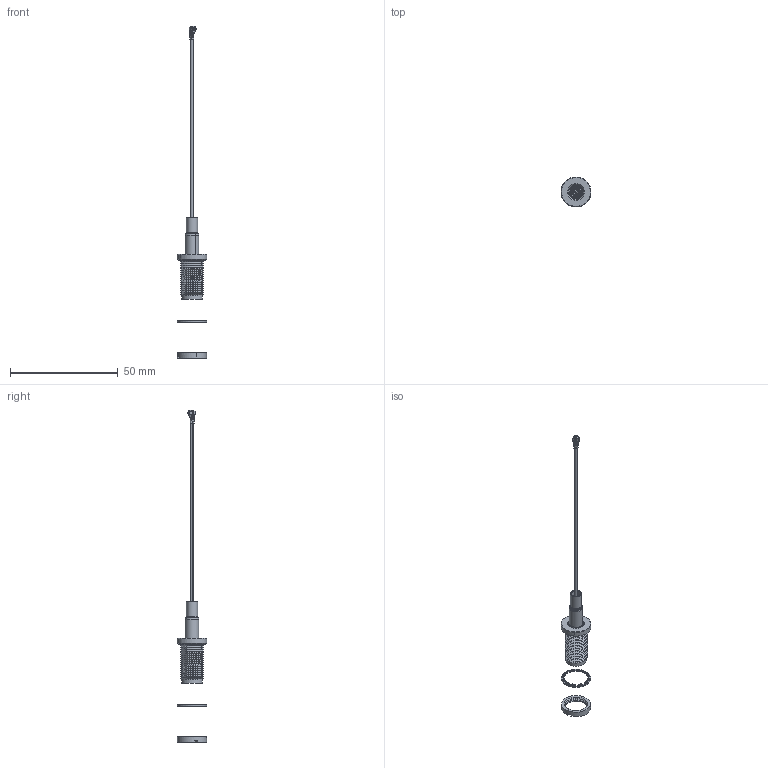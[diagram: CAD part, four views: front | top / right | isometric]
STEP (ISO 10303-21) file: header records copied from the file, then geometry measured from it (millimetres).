
FILE_DESCRIPTION (( 'STEP AP214' ), '1' );
FILE_NAME ('CAB.6009_Web_03192025.STEP', '2025-03-19T01:09:58', ( '' ), ( '' ), 'SwSTEP 2.0', 'SolidWorks 2022', '' );
FILE_SCHEMA (( 'AUTOMOTIVE_DESIGN' ));
Length unit declared in the file: millimetre
Products named in the file (7): TNC Washer; 1.37 Black Cable; TNC Nut; TNC connector; CAB.6009_Web_03192025; STD IPEX.MHF1(137).Au; 001315C030000A (for Assy)_Black_CFD200
Assembly tree (6 placements, depth 2):
  CAB.6009_Web_03192025
    1.37 Black Cable
    001315C030000A (for Assy)_Black_CFD200
    STD IPEX.MHF1(137).Au
    TNC connector
    TNC Washer
    TNC Nut
Bounding box: 13.9 x 13.9 x 154.32 mm (x, y, z)
Volume: 1963.9 mm3; surface area: 4134.2 mm2
Topology: 9 solids, 9 shells, 794 faces, 2071 edges, 1329 vertices
Faces by surface type: plane 371, cylinder 221, cone 132, bspline 60, torus 10
Entity records: 26883 total; most frequent: CARTESIAN_POINT 7160, ORIENTED_EDGE 4130, DIRECTION 3895, EDGE_CURVE 2065, AXIS2_PLACEMENT_3D 1370, VERTEX_POINT 1329, LINE 1155, VECTOR 1155
